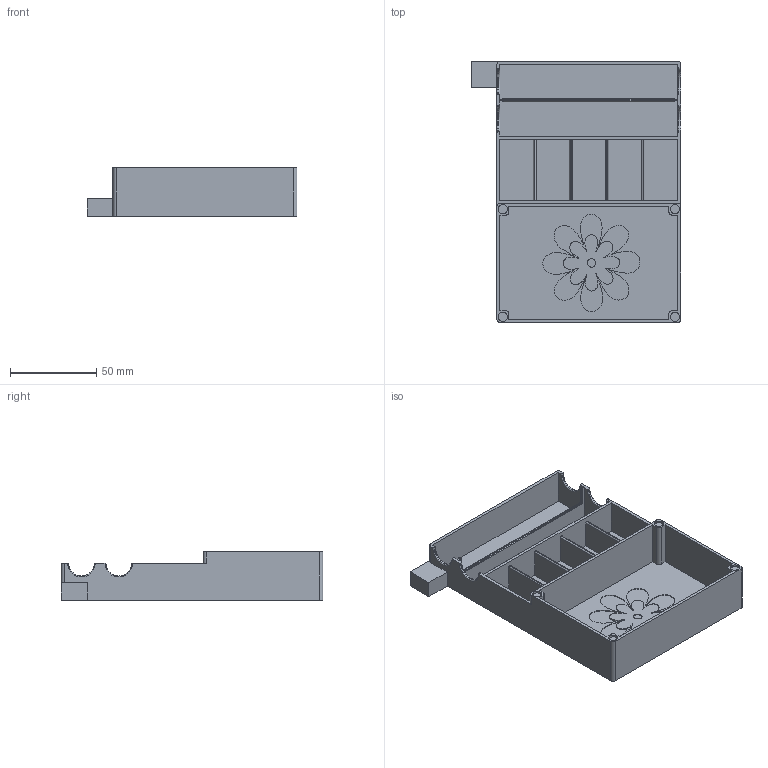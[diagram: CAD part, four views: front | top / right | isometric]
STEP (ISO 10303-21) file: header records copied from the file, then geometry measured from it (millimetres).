
FILE_DESCRIPTION(/* description */ (''),/* implementation_level */ '2;1');
FILE_NAME(/* name */ 'Wingspan - Nectar.step',/* time_stamp */ '2022-04-14T20:04:11+02:00',/* author */ (''),/* organization */ (''),/* preprocessor_version */ 'ST-DEVELOPER v18.1',/* originating_system */ 'Autodesk Translation Framework v10.14.0.1471',/* authorisation */ '');
FILE_SCHEMA (('AUTOMOTIVE_DESIGN { 1 0 10303 214 3 1 1 }'));
Length unit declared in the file: millimetre
Products named in the file (1): Wingspan - Dice
Bounding box: 122 x 152 x 28 mm (x, y, z)
Volume: 65728.6 mm3; surface area: 73451.6 mm2
Topology: 1 solids, 1 shells, 202 faces, 568 edges, 376 vertices
Faces by surface type: bspline 89, plane 73, cylinder 32, torus 8
Full cylindrical faces by diameter (mm): 5.3 x4
Entity records: 6752 total; most frequent: CARTESIAN_POINT 2304, ORIENTED_EDGE 1136, DIRECTION 702, EDGE_CURVE 568, VERTEX_POINT 376, LINE 306, VECTOR 306, EDGE_LOOP 210
